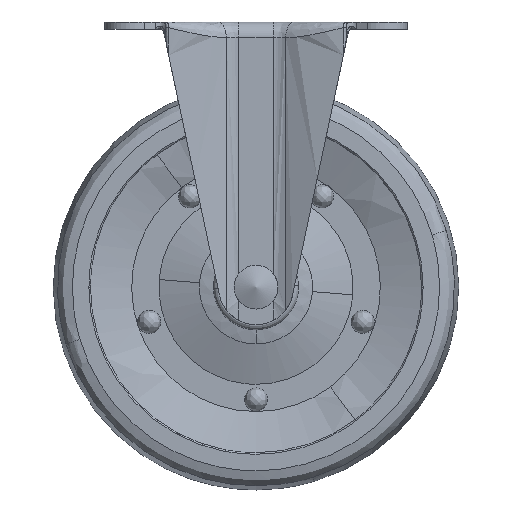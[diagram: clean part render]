
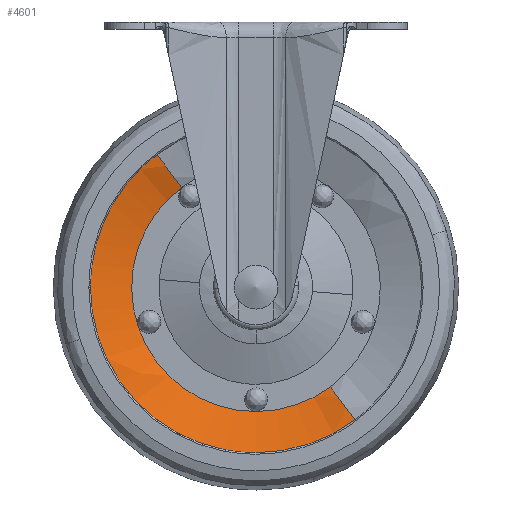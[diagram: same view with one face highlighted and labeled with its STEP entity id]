
A CAD part, front view. The second image highlights one B-rep face of the part: STEP entity #4601.
In plain terms, the highlighted free-form (B-spline) face has degree [2, 2] with [7, 3] control points.
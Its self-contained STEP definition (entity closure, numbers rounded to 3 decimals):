
#4297=CARTESIAN_POINT('',(-53.05,-12.,-85.0));
#4298=VERTEX_POINT('',#4297);
#4312=CARTESIAN_POINT('',(-31.719,-12.,-42.477));
#4313=VERTEX_POINT('',#4312);
#4314=CARTESIAN_POINT('',(-31.719,-12.,-42.477));
#4315=CARTESIAN_POINT('',(-53.05,-12.,-58.388));
#4316=CARTESIAN_POINT('',(-53.05,-12.,-85.0));
#4324=(BOUNDED_CURVE()B_SPLINE_CURVE(2,(#4314,#4315,#4316),.UNSPECIFIED.,.F.,.U.)B_SPLINE_CURVE_WITH_KNOTS((3,3),(0.603,0.75),.UNSPECIFIED.)CURVE()GEOMETRIC_REPRESENTATION_ITEM()RATIONAL_B_SPLINE_CURVE((0.858,0.828,1.))REPRESENTATION_ITEM(''));
#4325=EDGE_CURVE('',#4313,#4298,#4324,.T.);
#4372=CARTESIAN_POINT('',(31.719,-12.,-127.523));
#4373=VERTEX_POINT('',#4372);
#4387=CARTESIAN_POINT('',(0.0,-12.0,-138.05));
#4388=VERTEX_POINT('',#4387);
#4389=CARTESIAN_POINT('',(0.0,-12.0,-138.05));
#4390=CARTESIAN_POINT('',(17.606,-12.,-138.05));
#4391=CARTESIAN_POINT('',(31.719,-12.,-127.523));
#4399=(BOUNDED_CURVE()B_SPLINE_CURVE(2,(#4389,#4390,#4391),.UNSPECIFIED.,.F.,.U.)B_SPLINE_CURVE_WITH_KNOTS((3,3),(0.0,0.103),.UNSPECIFIED.)CURVE()GEOMETRIC_REPRESENTATION_ITEM()RATIONAL_B_SPLINE_CURVE((1.0,0.879,0.858))REPRESENTATION_ITEM(''));
#4400=EDGE_CURVE('',#4388,#4373,#4399,.T.);
#4402=CARTESIAN_POINT('',(-53.05,-12.,-85.));
#4403=CARTESIAN_POINT('',(-53.05,-12.,-138.05));
#4404=CARTESIAN_POINT('',(0.0,-12.0,-138.05));
#4412=(BOUNDED_CURVE()B_SPLINE_CURVE(2,(#4402,#4403,#4404),.UNSPECIFIED.,.F.,.U.)B_SPLINE_CURVE_WITH_KNOTS((3,3),(0.75,1.0),.UNSPECIFIED.)CURVE()GEOMETRIC_REPRESENTATION_ITEM()RATIONAL_B_SPLINE_CURVE((1.,0.707,1.0))REPRESENTATION_ITEM(''));
#4413=EDGE_CURVE('',#4298,#4388,#4412,.T.);
#4454=CARTESIAN_POINT('',(-23.821,-7.5,-53.065));
#4455=VERTEX_POINT('',#4454);
#4456=CARTESIAN_POINT('',(-31.719,-12.,-42.477));
#4457=CARTESIAN_POINT('',(-27.486,-11.145,-48.152));
#4458=CARTESIAN_POINT('',(-23.821,-7.5,-53.065));
#4466=(BOUNDED_CURVE()B_SPLINE_CURVE(2,(#4456,#4457,#4458),.UNSPECIFIED.,.F.,.U.)B_SPLINE_CURVE_WITH_KNOTS((3,3),(-1.396,-0.598),.UNSPECIFIED.)CURVE()GEOMETRIC_REPRESENTATION_ITEM()RATIONAL_B_SPLINE_CURVE((0.946,0.926,0.946))REPRESENTATION_ITEM(''));
#4467=EDGE_CURVE('',#4313,#4455,#4466,.T.);
#4484=CARTESIAN_POINT('',(23.821,-7.5,-116.935));
#4485=VERTEX_POINT('',#4484);
#4510=CARTESIAN_POINT('',(31.719,-12.,-127.523));
#4511=CARTESIAN_POINT('',(27.486,-11.145,-121.848));
#4512=CARTESIAN_POINT('',(23.821,-7.5,-116.935));
#4520=(BOUNDED_CURVE()B_SPLINE_CURVE(2,(#4510,#4511,#4512),.UNSPECIFIED.,.F.,.U.)B_SPLINE_CURVE_WITH_KNOTS((3,3),(-1.396,-0.598),.UNSPECIFIED.)CURVE()GEOMETRIC_REPRESENTATION_ITEM()RATIONAL_B_SPLINE_CURVE((0.946,0.926,0.946))REPRESENTATION_ITEM(''));
#4521=EDGE_CURVE('',#4373,#4485,#4520,.T.);
#4526=CARTESIAN_POINT('',(-30.928,-12.076,-41.024));
#4527=CARTESIAN_POINT('',(-31.527,-12.076,-41.47));
#4528=CARTESIAN_POINT('',(-75.211,-12.076,-74.055));
#4529=CARTESIAN_POINT('',(-43.078,-12.076,-117.133));
#4530=CARTESIAN_POINT('',(-10.945,-12.076,-160.211));
#4531=CARTESIAN_POINT('',(32.738,-12.076,-127.626));
#4532=CARTESIAN_POINT('',(33.337,-12.076,-127.18));
#4533=CARTESIAN_POINT('',(-26.426,-11.295,-47.425));
#4534=CARTESIAN_POINT('',(-26.938,-11.295,-47.807));
#4535=CARTESIAN_POINT('',(-64.263,-11.295,-75.648));
#4536=CARTESIAN_POINT('',(-36.807,-11.295,-112.455));
#4537=CARTESIAN_POINT('',(-9.352,-11.295,-149.263));
#4538=CARTESIAN_POINT('',(27.973,-11.295,-121.421));
#4539=CARTESIAN_POINT('',(28.484,-11.295,-121.04));
#4540=CARTESIAN_POINT('',(-22.586,-7.138,-52.885));
#4541=CARTESIAN_POINT('',(-23.023,-7.138,-53.211));
#4542=CARTESIAN_POINT('',(-54.925,-7.138,-77.007));
#4543=CARTESIAN_POINT('',(-31.459,-7.138,-108.466));
#4544=CARTESIAN_POINT('',(-7.993,-7.138,-139.925));
#4545=CARTESIAN_POINT('',(23.908,-7.138,-116.129));
#4546=CARTESIAN_POINT('',(24.345,-7.138,-115.803));
#4554=(BOUNDED_SURFACE()B_SPLINE_SURFACE(2,2,((#4526,#4533,#4540),(#4527,#4534,#4541),(#4528,#4535,#4542),(#4529,#4536,#4543),(#4530,#4537,#4544),(#4531,#4538,#4545),(#4532,#4539,#4546)),.UNSPECIFIED.,.F.,.F.,.U.)B_SPLINE_SURFACE_WITH_KNOTS((3,1,2,1,3),(3,3),(0.0,1.781,90.824,179.867,181.648),(0.0,15.521),.UNSPECIFIED.)GEOMETRIC_REPRESENTATION_ITEM()RATIONAL_B_SPLINE_SURFACE(((0.959,0.934,0.96),(0.954,0.929,0.954),(0.67,0.653,0.671),(0.948,0.924,0.948),(0.67,0.653,0.671),(0.954,0.929,0.954),(0.959,0.934,0.96)))REPRESENTATION_ITEM('')SURFACE());
#4555=ORIENTED_EDGE('',*,*,#4400,.T.);
#4556=ORIENTED_EDGE('',*,*,#4521,.T.);
#4557=CARTESIAN_POINT('',(0.0,-7.5,-124.841));
#4558=VERTEX_POINT('',#4557);
#4559=CARTESIAN_POINT('',(0.0,-7.5,-124.841));
#4560=CARTESIAN_POINT('',(13.223,-7.5,-124.841));
#4561=CARTESIAN_POINT('',(23.821,-7.5,-116.935));
#4569=(BOUNDED_CURVE()B_SPLINE_CURVE(2,(#4559,#4560,#4561),.UNSPECIFIED.,.F.,.U.)B_SPLINE_CURVE_WITH_KNOTS((3,3),(0.0,0.103),.UNSPECIFIED.)CURVE()GEOMETRIC_REPRESENTATION_ITEM()RATIONAL_B_SPLINE_CURVE((1.0,0.879,0.858))REPRESENTATION_ITEM(''));
#4570=EDGE_CURVE('',#4558,#4485,#4569,.T.);
#4571=ORIENTED_EDGE('',*,*,#4570,.F.);
#4572=CARTESIAN_POINT('',(-23.821,-7.5,-53.065));
#4573=CARTESIAN_POINT('',(-26.057,-7.5,-54.732));
#4574=CARTESIAN_POINT('',(-29.745,-7.5,-58.141));
#4575=CARTESIAN_POINT('',(-33.771,-7.5,-63.583));
#4576=CARTESIAN_POINT('',(-36.666,-7.5,-69.038));
#4577=CARTESIAN_POINT('',(-38.354,-7.5,-73.826));
#4578=CARTESIAN_POINT('',(-39.417,-7.5,-78.71));
#4579=CARTESIAN_POINT('',(-39.871,-7.5,-82.845));
#4580=CARTESIAN_POINT('',(-39.847,-7.5,-87.197));
#4581=CARTESIAN_POINT('',(-39.369,-7.5,-91.717));
#4582=CARTESIAN_POINT('',(-38.381,-7.5,-96.027));
#4583=CARTESIAN_POINT('',(-36.768,-7.5,-100.554));
#4584=CARTESIAN_POINT('',(-34.921,-7.5,-104.353));
#4585=CARTESIAN_POINT('',(-32.35,-7.5,-108.413));
#4586=CARTESIAN_POINT('',(-28.867,-7.5,-112.704));
#4587=CARTESIAN_POINT('',(-24.257,-7.5,-116.831));
#4588=CARTESIAN_POINT('',(-18.714,-7.5,-120.357));
#4589=CARTESIAN_POINT('',(-13.164,-7.5,-122.771));
#4590=CARTESIAN_POINT('',(-6.811,-7.5,-124.437));
#4591=CARTESIAN_POINT('',(-2.465,-7.5,-124.842));
#4592=CARTESIAN_POINT('',(0.0,-7.5,-124.841));
#4593=B_SPLINE_CURVE_WITH_KNOTS('',3,(#4572,#4573,#4574,#4575,#4576,#4577,#4578,#4579,#4580,#4581,#4582,#4583,#4584,#4585,#4586,#4587,#4588,#4589,#4590,#4591,#4592),.UNSPECIFIED.,.F.,.U.,(4,1,1,1,1,1,1,1,1,1,1,1,1,1,1,1,1,1,4),(0.,8.367,14.984,20.238,26.854,30.162,35.221,39.308,43.2,48.843,52.54,57.599,61.491,66.94,74.14,79.978,86.594,92.237,99.631),.UNSPECIFIED.);
#4594=EDGE_CURVE('',#4455,#4558,#4593,.T.);
#4595=ORIENTED_EDGE('',*,*,#4594,.F.);
#4596=ORIENTED_EDGE('',*,*,#4467,.F.);
#4597=ORIENTED_EDGE('',*,*,#4325,.T.);
#4598=ORIENTED_EDGE('',*,*,#4413,.T.);
#4599=EDGE_LOOP('',(#4555,#4556,#4571,#4595,#4596,#4597,#4598));
#4600=FACE_OUTER_BOUND('',#4599,.T.);
#4601=ADVANCED_FACE('',(#4600),#4554,.T.);
